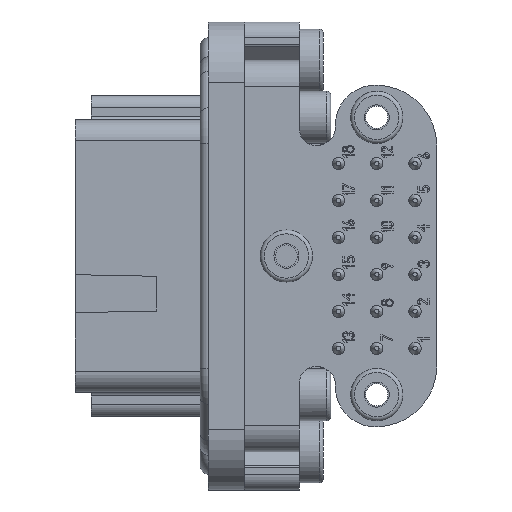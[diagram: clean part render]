
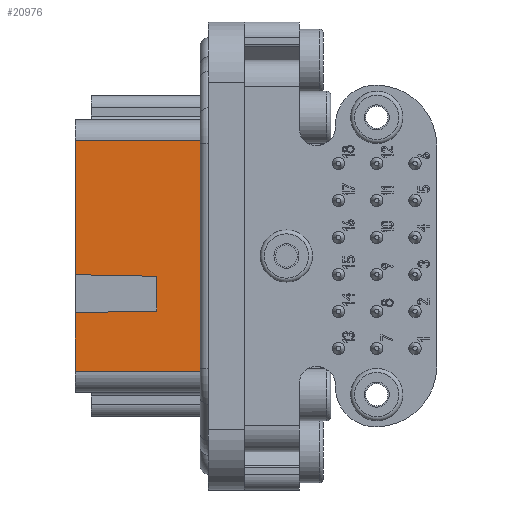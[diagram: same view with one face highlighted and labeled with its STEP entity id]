
A CAD part, front view. The second image highlights one B-rep face of the part: STEP entity #20976.
In plain terms, the highlighted planar face has unit normal (0, -1, 0).
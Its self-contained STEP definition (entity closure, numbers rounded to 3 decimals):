
#2371=ORIENTED_EDGE('',*,*,#5914,.T.);
#2372=ORIENTED_EDGE('',*,*,#5915,.T.);
#2373=ORIENTED_EDGE('',*,*,#4944,.T.);
#2374=ORIENTED_EDGE('',*,*,#5916,.F.);
#2375=ORIENTED_EDGE('',*,*,#5078,.F.);
#2376=ORIENTED_EDGE('',*,*,#5913,.T.);
#2377=ORIENTED_EDGE('',*,*,#4955,.T.);
#2378=ORIENTED_EDGE('',*,*,#5917,.T.);
#4944=EDGE_CURVE('',#6913,#6912,#8342,.T.);
#4955=EDGE_CURVE('',#6924,#6923,#8351,.T.);
#5078=EDGE_CURVE('',#7035,#7036,#8436,.T.);
#5913=EDGE_CURVE('',#7035,#6924,#8986,.T.);
#5914=EDGE_CURVE('',#7745,#7746,#8987,.T.);
#5915=EDGE_CURVE('',#7746,#6913,#8988,.T.);
#5916=EDGE_CURVE('',#7036,#6912,#8989,.T.);
#5917=EDGE_CURVE('',#6923,#7745,#8990,.T.);
#6912=VERTEX_POINT('',#27621);
#6913=VERTEX_POINT('',#27623);
#6923=VERTEX_POINT('',#27644);
#6924=VERTEX_POINT('',#27646);
#7035=VERTEX_POINT('',#27894);
#7036=VERTEX_POINT('',#27896);
#7745=VERTEX_POINT('',#29831);
#7746=VERTEX_POINT('',#29832);
#8342=LINE('',#27622,#9695);
#8351=LINE('',#27645,#9704);
#8436=LINE('',#27895,#9789);
#8986=LINE('',#29828,#10339);
#8987=LINE('',#29830,#10340);
#8988=LINE('',#29833,#10341);
#8989=LINE('',#29834,#10342);
#8990=LINE('',#29835,#10343);
#9695=VECTOR('',#23244,1000.);
#9704=VECTOR('',#23259,1000.);
#9789=VECTOR('',#23450,1000.);
#10339=VECTOR('',#24840,1000.);
#10340=VECTOR('',#24843,1000.);
#10341=VECTOR('',#24844,1000.);
#10342=VECTOR('',#24845,1000.);
#10343=VECTOR('',#24846,1000.);
#11408=EDGE_LOOP('',(#2371,#2372,#2373,#2374,#2375,#2376,#2377,#2378));
#12761=FACE_BOUND('',#11408,.T.);
#13857=PLANE('',#22203);
#20976=ADVANCED_FACE('',(#12761),#13857,.F.);
#22203=AXIS2_PLACEMENT_3D('',#29829,#24841,#24842);
#23244=DIRECTION('',(0.,0.,-1.));
#23259=DIRECTION('',(0.,0.,-1.));
#23450=DIRECTION('',(0.,0.,-1.));
#24840=DIRECTION('',(-1.,0.,0.));
#24841=DIRECTION('',(0.,1.,0.));
#24842=DIRECTION('',(0.,0.,1.));
#24843=DIRECTION('',(0.,0.,-1.));
#24844=DIRECTION('',(-1.,0.,-0.019));
#24845=DIRECTION('',(-1.,0.,0.));
#24846=DIRECTION('',(1.,0.,-0.019));
#27621=CARTESIAN_POINT('',(-16.8,-10.95,-14.605));
#27622=CARTESIAN_POINT('',(-16.8,-10.95,14.605));
#27623=CARTESIAN_POINT('',(-16.8,-10.95,-7.165));
#27644=CARTESIAN_POINT('',(-16.8,-10.95,-2.365));
#27645=CARTESIAN_POINT('',(-16.8,-10.95,14.605));
#27646=CARTESIAN_POINT('',(-16.8,-10.95,14.605));
#27894=CARTESIAN_POINT('',(0.1,-10.95,14.605));
#27895=CARTESIAN_POINT('',(0.1,-10.95,14.605));
#27896=CARTESIAN_POINT('',(0.1,-10.95,-14.605));
#29828=CARTESIAN_POINT('',(0.1,-10.95,14.605));
#29829=CARTESIAN_POINT('',(0.1,-10.95,14.605));
#29830=CARTESIAN_POINT('',(-6.5,-10.95,14.605));
#29831=CARTESIAN_POINT('',(-6.5,-10.95,-2.565));
#29832=CARTESIAN_POINT('',(-6.5,-10.95,-6.965));
#29833=CARTESIAN_POINT('',(0.516,-10.95,-6.829));
#29834=CARTESIAN_POINT('',(0.1,-10.95,-14.605));
#29835=CARTESIAN_POINT('',(-0.236,-10.95,-2.687));
